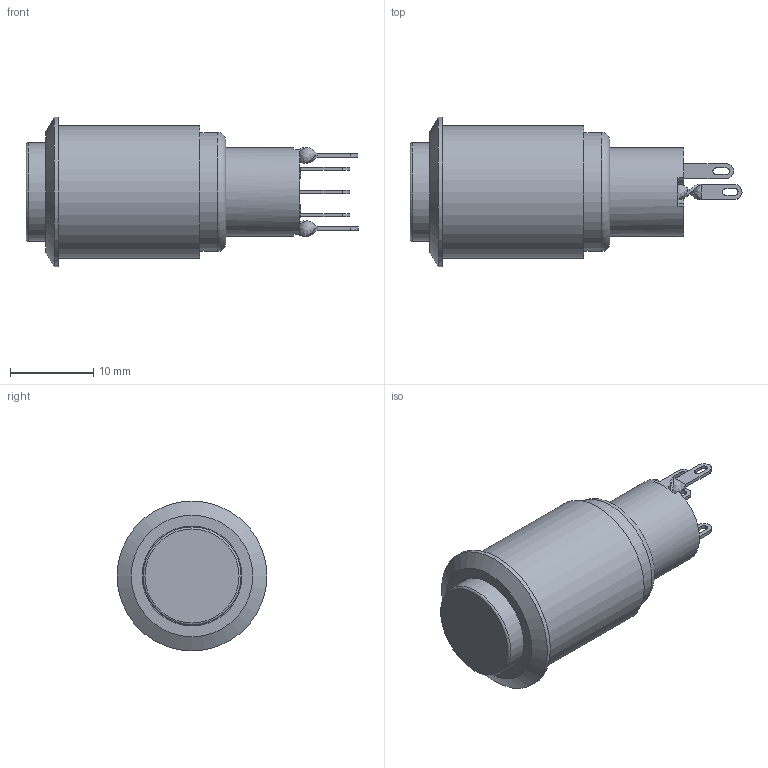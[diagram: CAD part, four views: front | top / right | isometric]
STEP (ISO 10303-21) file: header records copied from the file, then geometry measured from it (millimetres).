
FILE_DESCRIPTION((' '),'2;1');
FILE_NAME('PV3H2B0xx.stp','2017-07-27T09:42:26',(' '),(' '),' ','ACIS',' ');
FILE_SCHEMA(('CONFIG_CONTROL_DESIGN'));
Length unit declared in the file: inch
Products named in the file (3): PV3H2B0xx.stp; Body1; Body2
Assembly tree (2 placements, depth 2):
  PV3H2B0xx.stp
    Body1
    Body2
Bounding box: 39.9 x 18 x 18 mm (x, y, z)
Volume: 2938.2 mm3; surface area: 3168.3 mm2
Topology: 2 solids, 2 shells, 116 faces, 296 edges, 200 vertices
Faces by surface type: plane 79, cylinder 25, bspline 8, torus 3, cone 1
Full cylindrical faces by diameter (mm): 10.7 x1, 11 x1, 11.8 x1, 12 x2, 14.3 x1, 15.9 x1, 18 x1
Entity records: 4284 total; most frequent: CARTESIAN_POINT 1111, ORIENTED_EDGE 558, DIRECTION 554, EDGE_CURVE 279, VECTOR 214, LINE 214, VERTEX_POINT 195, AXIS2_PLACEMENT_3D 170
